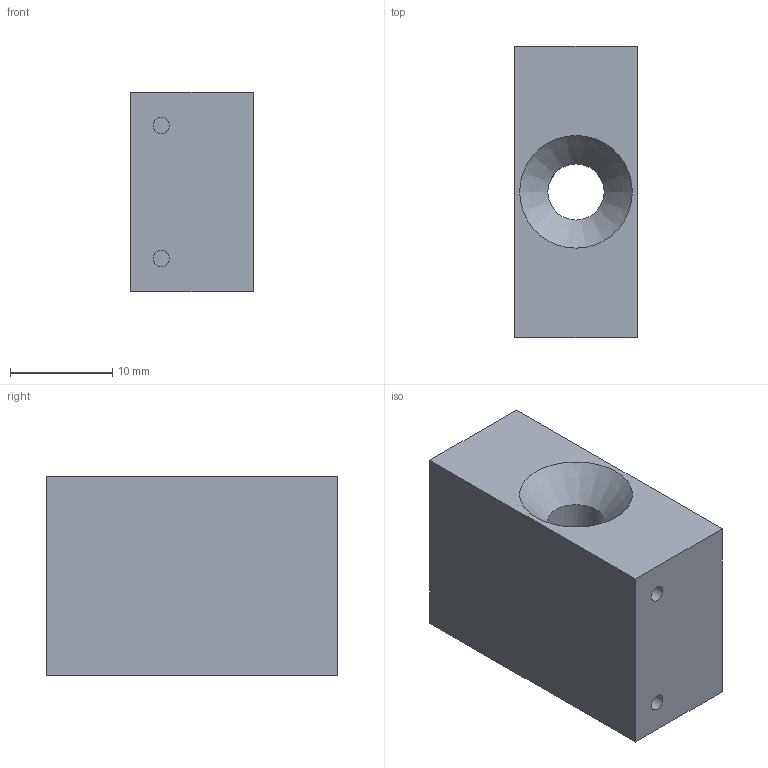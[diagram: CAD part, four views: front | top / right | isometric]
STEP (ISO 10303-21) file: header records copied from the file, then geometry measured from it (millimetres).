
FILE_DESCRIPTION(('Open CASCADE Model'),'2;1');
FILE_NAME('Open CASCADE Shape Model','2019-12-27T14:12:02',('Author'),( 'Open CASCADE'),'Open CASCADE STEP processor 6.9','Open CASCADE 6.9' ,'Unknown');
FILE_SCHEMA(('AUTOMOTIVE_DESIGN { 1 0 10303 214 1 1 1 1 }'));
Length unit declared in the file: millimetre
Products named in the file (1): Open CASCADE STEP translator 6.9 5
Bounding box: 12 x 28.4 x 19.48 mm (x, y, z)
Volume: 6015.4 mm3; surface area: 2678.2 mm2
Topology: 1 solids, 1 shells, 16 faces, 29 edges, 19 vertices
Faces by surface type: plane 10, cylinder 5, cone 1
Full cylindrical faces by diameter (mm): 1.6 x4, 5.5 x1
Entity records: 799 total; most frequent: CARTESIAN_POINT 147, DIRECTION 128, LINE 66, VECTOR 66, ORIENTED_EDGE 58, PCURVE 58, DEFINITIONAL_REPRESENTATION 58, EDGE_CURVE 29
